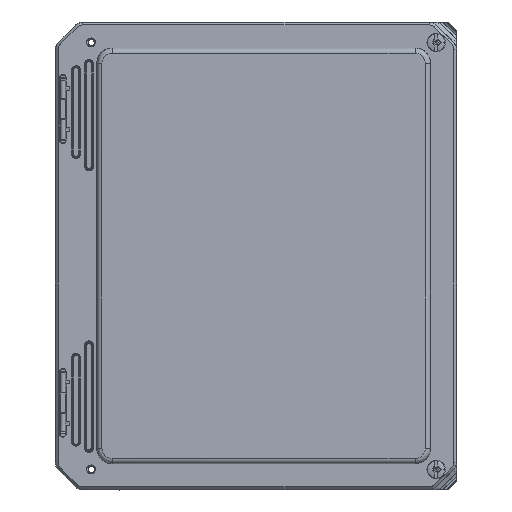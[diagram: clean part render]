
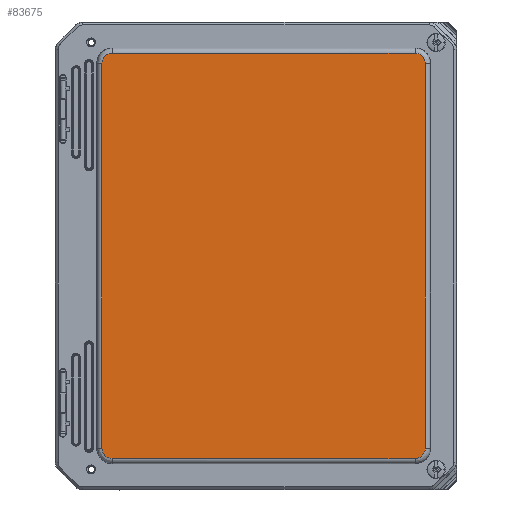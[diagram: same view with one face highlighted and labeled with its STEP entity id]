
A CAD part, top view. The second image highlights one B-rep face of the part: STEP entity #83675.
In plain terms, the highlighted planar face has unit normal (0, 0, 1).
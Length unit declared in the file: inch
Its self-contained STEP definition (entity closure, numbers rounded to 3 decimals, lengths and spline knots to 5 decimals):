
#1834 = CARTESIAN_POINT ( 'NONE',  ( -3.50884, -4.9463, 3.15156 ) ) ;
#2535 = CARTESIAN_POINT ( 'NONE',  ( 4.11674, 4.80851, 3.15156 ) ) ;
#4758 = CARTESIAN_POINT ( 'NONE',  ( 3.92124, -4.9463, 3.15156 ) ) ;
#6360 = CARTESIAN_POINT ( 'NONE',  ( -3.50884, 4.9463, 3.15156 ) ) ;
#7777 = B_SPLINE_CURVE_WITH_KNOTS ( 'NONE', 3,
 ( #15898, #42627, #69827, #70282, #2535, #56894, #84086 ),
 .UNSPECIFIED., .F., .F.,
 ( 4, 1, 1, 1, 4 ),
 ( 0., 0.14286, 0.42857, 0.71429, 1. ),
 .UNSPECIFIED. ) ;
#9084 = B_SPLINE_CURVE_WITH_KNOTS ( 'NONE', 3,
 ( #46179, #26125, #53327, #27435, #75092, #67114, #60873 ),
 .UNSPECIFIED., .F., .F.,
 ( 4, 1, 1, 1, 4 ),
 ( 0., 0.28571, 0.57143, 0.85714, 1. ),
 .UNSPECIFIED. ) ;
#9384 = B_SPLINE_CURVE_WITH_KNOTS ( 'NONE', 3,
 ( #1834, #10698, #37856, #30329, #23622, #43261, #50381 ),
 .UNSPECIFIED., .F., .F.,
 ( 4, 1, 1, 1, 4 ),
 ( 0., 0.14286, 0.42857, 0.71429, 1. ),
 .UNSPECIFIED. ) ;
#10698 = CARTESIAN_POINT ( 'NONE',  ( -3.52754, -4.9463, 3.15156 ) ) ;
#11941 = B_SPLINE_CURVE_WITH_KNOTS ( 'NONE', 3,
 ( #23058, #86747, #85417, #52896, #39055, #85868, #4758, #37727 ),
 .UNSPECIFIED., .F., .F.,
 ( 4, 1, 1, 1, 1, 4 ),
 ( 0., 0.14286, 0.28571, 0.42857, 0.71429, 1. ),
 .UNSPECIFIED. ) ;
#14040 = PLANE ( 'NONE',  #78178 ) ;
#15898 = CARTESIAN_POINT ( 'NONE',  ( 3.88384, 4.9463, 3.15156 ) ) ;
#18301 = EDGE_CURVE ( 'NONE', #86281, #56519, #9084, .T. ) ;
#19656 = DIRECTION ( 'NONE',  ( 1., 0., 0. ) ) ;
#19876 = EDGE_CURVE ( 'NONE', #61885, #39472, #7777, .T. ) ;
#20523 = VERTEX_POINT ( 'NONE', #41435 ) ;
#21155 = DIRECTION ( 'NONE',  ( 0., 0., -1. ) ) ;
#23058 = CARTESIAN_POINT ( 'NONE',  ( 4.1338, -4.69634, 3.15156 ) ) ;
#23622 = CARTESIAN_POINT ( 'NONE',  ( -3.74174, -4.80851, 3.15156 ) ) ;
#25926 = LINE ( 'NONE', #45972, #48452 ) ;
#26125 = CARTESIAN_POINT ( 'NONE',  ( -3.7588, 4.73374, 3.15156 ) ) ;
#26999 = DIRECTION ( 'NONE',  ( -1., 0., 0. ) ) ;
#27095 = VERTEX_POINT ( 'NONE', #68717 ) ;
#27435 = CARTESIAN_POINT ( 'NONE',  ( -3.67001, 4.89846, 3.15156 ) ) ;
#27839 = CARTESIAN_POINT ( 'NONE',  ( 4.1338, -4.69634, 3.15156 ) ) ;
#29794 = VERTEX_POINT ( 'NONE', #27839 ) ;
#29889 = LINE ( 'NONE', #42803, #61430 ) ;
#30329 = CARTESIAN_POINT ( 'NONE',  ( -3.67001, -4.89846, 3.15156 ) ) ;
#31878 = CARTESIAN_POINT ( 'NONE',  ( 4.1338, 4.69634, 3.15156 ) ) ;
#32322 = DIRECTION ( 'NONE',  ( 0., -1., 0. ) ) ;
#33100 = EDGE_CURVE ( 'NONE', #70982, #27095, #49598, .T. ) ;
#37354 = EDGE_CURVE ( 'NONE', #39472, #29794, #66187, .T. ) ;
#37727 = CARTESIAN_POINT ( 'NONE',  ( 3.88384, -4.9463, 3.15156 ) ) ;
#37856 = CARTESIAN_POINT ( 'NONE',  ( -3.58364, -4.94003, 3.15156 ) ) ;
#39055 = CARTESIAN_POINT ( 'NONE',  ( 4.07095, -4.86946, 3.15156 ) ) ;
#39472 = VERTEX_POINT ( 'NONE', #82348 ) ;
#41435 = CARTESIAN_POINT ( 'NONE',  ( -3.7588, -4.69634, 3.15156 ) ) ;
#42627 = CARTESIAN_POINT ( 'NONE',  ( 3.90254, 4.9463, 3.15156 ) ) ;
#42803 = CARTESIAN_POINT ( 'NONE',  ( -3.7588, -4.69634, 3.15156 ) ) ;
#43261 = CARTESIAN_POINT ( 'NONE',  ( -3.7588, -4.73374, 3.15156 ) ) ;
#43670 = ORIENTED_EDGE ( 'NONE', *, *, #86463, .F. ) ;
#45972 = CARTESIAN_POINT ( 'NONE',  ( -3.50884, 4.9463, 3.15156 ) ) ;
#46179 = CARTESIAN_POINT ( 'NONE',  ( -3.7588, 4.69634, 3.15156 ) ) ;
#46425 = CARTESIAN_POINT ( 'NONE',  ( -3.7588, 4.69634, 3.15156 ) ) ;
#46784 = ORIENTED_EDGE ( 'NONE', *, *, #71872, .F. ) ;
#48452 = VECTOR ( 'NONE', #19656, 39.37008 ) ;
#49358 = CARTESIAN_POINT ( 'NONE',  ( 3.88384, 4.9463, 3.15156 ) ) ;
#49596 = CARTESIAN_POINT ( 'NONE',  ( 3.88384, -4.9463, 3.15156 ) ) ;
#49598 = LINE ( 'NONE', #83043, #64253 ) ;
#50381 = CARTESIAN_POINT ( 'NONE',  ( -3.7588, -4.69634, 3.15156 ) ) ;
#52896 = CARTESIAN_POINT ( 'NONE',  ( 4.11094, -4.8057, 3.15156 ) ) ;
#53327 = CARTESIAN_POINT ( 'NONE',  ( -3.74174, 4.80851, 3.15156 ) ) ;
#53704 = ORIENTED_EDGE ( 'NONE', *, *, #19876, .F. ) ;
#56519 = VERTEX_POINT ( 'NONE', #6360 ) ;
#56894 = CARTESIAN_POINT ( 'NONE',  ( 4.1338, 4.73374, 3.15156 ) ) ;
#57508 = VECTOR ( 'NONE', #32322, 39.37008 ) ;
#60873 = CARTESIAN_POINT ( 'NONE',  ( -3.50884, 4.9463, 3.15156 ) ) ;
#60878 = FACE_OUTER_BOUND ( 'NONE', #86311, .T. ) ;
#61430 = VECTOR ( 'NONE', #77549, 39.37008 ) ;
#61885 = VERTEX_POINT ( 'NONE', #49358 ) ;
#61895 = ORIENTED_EDGE ( 'NONE', *, *, #62645, .F. ) ;
#62645 = EDGE_CURVE ( 'NONE', #56519, #61885, #25926, .T. ) ;
#63089 = ORIENTED_EDGE ( 'NONE', *, *, #33100, .F. ) ;
#64253 = VECTOR ( 'NONE', #75904, 39.37008 ) ;
#66187 = LINE ( 'NONE', #31878, #57508 ) ;
#67114 = CARTESIAN_POINT ( 'NONE',  ( -3.52754, 4.9463, 3.15156 ) ) ;
#68717 = CARTESIAN_POINT ( 'NONE',  ( -3.50884, -4.9463, 3.15156 ) ) ;
#69827 = CARTESIAN_POINT ( 'NONE',  ( 3.95864, 4.94003, 3.15156 ) ) ;
#70282 = CARTESIAN_POINT ( 'NONE',  ( 4.04501, 4.89846, 3.15156 ) ) ;
#70982 = VERTEX_POINT ( 'NONE', #49596 ) ;
#71053 = ORIENTED_EDGE ( 'NONE', *, *, #18301, .F. ) ;
#71872 = EDGE_CURVE ( 'NONE', #27095, #20523, #9384, .T. ) ;
#73714 = ORIENTED_EDGE ( 'NONE', *, *, #37354, .F. ) ;
#75092 = CARTESIAN_POINT ( 'NONE',  ( -3.58364, 4.94003, 3.15156 ) ) ;
#75904 = DIRECTION ( 'NONE',  ( -1., 0., 0. ) ) ;
#77549 = DIRECTION ( 'NONE',  ( 0., 1., 0. ) ) ;
#78178 = AXIS2_PLACEMENT_3D ( 'NONE', #82239, #21155, #26999 ) ;
#79348 = EDGE_CURVE ( 'NONE', #29794, #70982, #11941, .T. ) ;
#82239 = CARTESIAN_POINT ( 'NONE',  ( 0.1875, 0., 3.15156 ) ) ;
#82348 = CARTESIAN_POINT ( 'NONE',  ( 4.1338, 4.69634, 3.15156 ) ) ;
#83043 = CARTESIAN_POINT ( 'NONE',  ( 3.88384, -4.9463, 3.15156 ) ) ;
#83675 = ADVANCED_FACE ( 'NONE', ( #60878 ), #14040, .F. ) ;
#84086 = CARTESIAN_POINT ( 'NONE',  ( 4.1338, 4.69634, 3.15156 ) ) ;
#85417 = CARTESIAN_POINT ( 'NONE',  ( 4.12959, -4.75244, 3.15156 ) ) ;
#85868 = CARTESIAN_POINT ( 'NONE',  ( 3.99602, -4.92924, 3.15156 ) ) ;
#86281 = VERTEX_POINT ( 'NONE', #46425 ) ;
#86311 = EDGE_LOOP ( 'NONE', ( #46784, #63089, #87249, #73714, #53704, #61895, #71053, #43670 ) ) ;
#86463 = EDGE_CURVE ( 'NONE', #20523, #86281, #29889, .T. ) ;
#86747 = CARTESIAN_POINT ( 'NONE',  ( 4.1338, -4.71504, 3.15156 ) ) ;
#87249 = ORIENTED_EDGE ( 'NONE', *, *, #79348, .F. ) ;
